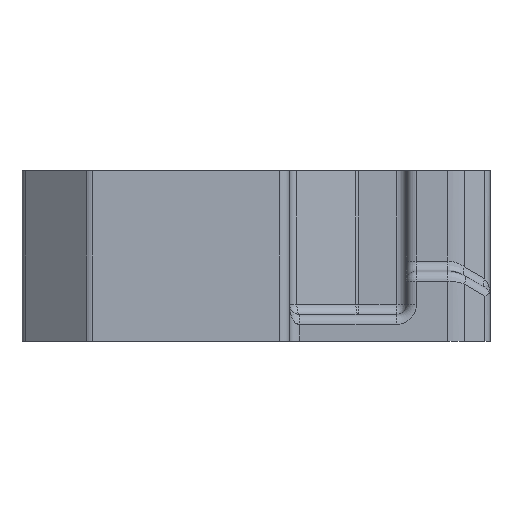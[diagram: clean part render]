
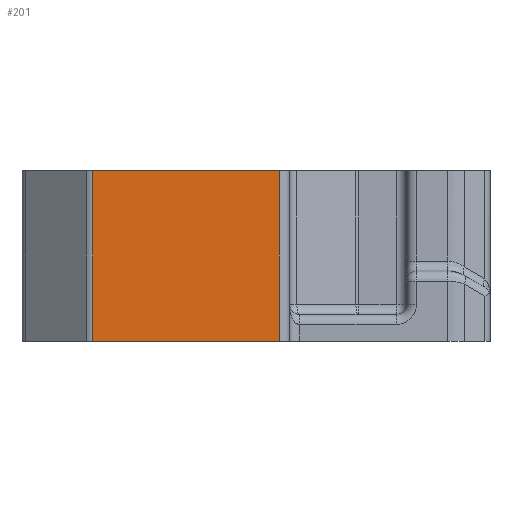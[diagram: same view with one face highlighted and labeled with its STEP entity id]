
A CAD part, left-side view. The second image highlights one B-rep face of the part: STEP entity #201.
In plain terms, the highlighted planar face has unit normal (-1, 0, 0).
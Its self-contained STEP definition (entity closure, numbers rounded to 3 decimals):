
#201=ADVANCED_FACE('',(#408),#343,.T.);
#343=PLANE('',#2623);
#408=FACE_OUTER_BOUND('',#551,.T.);
#551=EDGE_LOOP('',(#847,#848,#849,#850));
#847=ORIENTED_EDGE('',*,*,#1803,.T.);
#848=ORIENTED_EDGE('',*,*,#1804,.F.);
#849=ORIENTED_EDGE('',*,*,#1750,.F.);
#850=ORIENTED_EDGE('',*,*,#1802,.T.);
#1525=VERTEX_POINT('',#3555);
#1526=VERTEX_POINT('',#3556);
#1576=VERTEX_POINT('',#3658);
#1577=VERTEX_POINT('',#3662);
#1750=EDGE_CURVE('',#1525,#1526,#2116,.T.);
#1802=EDGE_CURVE('',#1525,#1576,#2148,.T.);
#1803=EDGE_CURVE('',#1576,#1577,#2149,.T.);
#1804=EDGE_CURVE('',#1526,#1577,#2150,.T.);
#2116=LINE('',#3554,#2358);
#2148=LINE('',#3659,#2390);
#2149=LINE('',#3661,#2391);
#2150=LINE('',#3663,#2392);
#2358=VECTOR('',#2839,1.);
#2390=VECTOR('',#2913,1.);
#2391=VECTOR('',#2916,1.);
#2392=VECTOR('',#2917,1.);
#2623=AXIS2_PLACEMENT_3D('',#3664,#2918,#2919);
#2839=DIRECTION('',(0.,1.,0.));
#2913=DIRECTION('',(0.,0.,1.));
#2916=DIRECTION('',(0.,1.,0.));
#2917=DIRECTION('',(0.,0.,1.));
#2918=DIRECTION('',(-1.,0.,0.));
#2919=DIRECTION('',(0.,0.,1.));
#3554=CARTESIAN_POINT('',(-7.977,6.3,-3.3));
#3555=CARTESIAN_POINT('',(-7.977,6.3,-3.3));
#3556=CARTESIAN_POINT('',(-7.977,11.891,-3.3));
#3658=CARTESIAN_POINT('',(-7.977,6.3,1.8));
#3659=CARTESIAN_POINT('',(-7.977,6.3,-3.3));
#3661=CARTESIAN_POINT('',(-7.977,6.3,1.8));
#3662=CARTESIAN_POINT('',(-7.977,11.891,1.8));
#3663=CARTESIAN_POINT('',(-7.977,11.891,-3.3));
#3664=CARTESIAN_POINT('',(-7.977,6.,-3.3));
